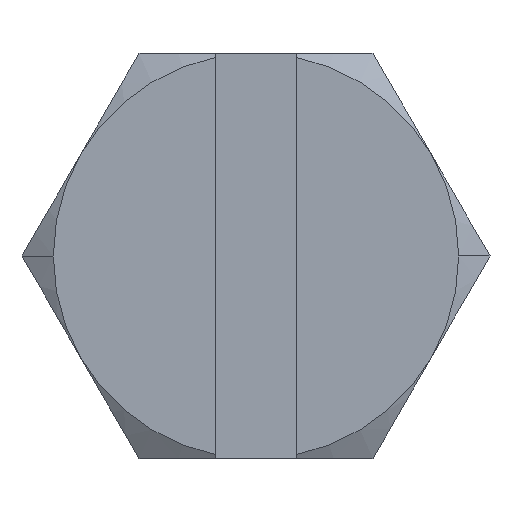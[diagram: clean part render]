
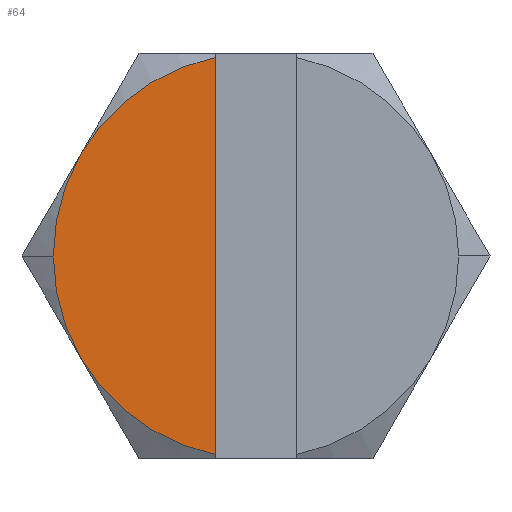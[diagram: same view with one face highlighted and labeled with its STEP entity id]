
A CAD part, left-side view. The second image highlights one B-rep face of the part: STEP entity #64.
In plain terms, the highlighted planar face has unit normal (-1, 0, 0).
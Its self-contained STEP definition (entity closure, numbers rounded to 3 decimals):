
#42=PLANE('',#681);
#64=ADVANCED_FACE('',(#94),#42,.T.);
#94=FACE_OUTER_BOUND('',#124,.F.);
#124=EDGE_LOOP('',(#212,#213,#214,#215,#216));
#212=ORIENTED_EDGE('',*,*,#507,.F.);
#213=ORIENTED_EDGE('',*,*,#503,.F.);
#214=ORIENTED_EDGE('',*,*,#504,.F.);
#215=ORIENTED_EDGE('',*,*,#505,.F.);
#216=ORIENTED_EDGE('',*,*,#506,.T.);
#405=LINE('',#1059,#435);
#435=VECTOR('',#766,4.899);
#503=EDGE_CURVE('',#581,#565,#548,.T.);
#504=EDGE_CURVE('',#564,#581,#549,.T.);
#505=EDGE_CURVE('',#591,#564,#550,.T.);
#506=EDGE_CURVE('',#591,#587,#405,.T.);
#507=EDGE_CURVE('',#565,#587,#551,.T.);
#548=CIRCLE('',#659,2.5);
#549=CIRCLE('',#660,2.5);
#550=CIRCLE('',#661,2.5);
#551=CIRCLE('',#662,2.5);
#564=VERTEX_POINT('',#867);
#565=VERTEX_POINT('',#868);
#581=VERTEX_POINT('',#884);
#587=VERTEX_POINT('',#890);
#591=VERTEX_POINT('',#894);
#659=AXIS2_PLACEMENT_3D('',#1056,#760,#761);
#660=AXIS2_PLACEMENT_3D('',#1057,#762,#763);
#661=AXIS2_PLACEMENT_3D('',#1058,#764,#765);
#662=AXIS2_PLACEMENT_3D('',#1060,#767,#768);
#681=AXIS2_PLACEMENT_3D('',#1093,#819,#820);
#760=DIRECTION('',(-1.,0.,0.));
#761=DIRECTION('',(0.,1.,0.));
#762=DIRECTION('',(-1.,0.,0.));
#763=DIRECTION('',(0.,0.866,0.5));
#764=DIRECTION('',(-1.,0.,0.));
#765=DIRECTION('',(0.,0.2,0.98));
#766=DIRECTION('',(0.,0.,-1.));
#767=DIRECTION('',(-1.,0.,0.));
#768=DIRECTION('',(0.,0.866,-0.5));
#819=DIRECTION('',(-1.,0.,0.));
#820=DIRECTION('',(0.,-1.,0.));
#867=CARTESIAN_POINT('',(-2.5,2.165,1.25));
#868=CARTESIAN_POINT('',(-2.5,2.165,-1.25));
#884=CARTESIAN_POINT('',(-2.5,2.5,0.));
#890=CARTESIAN_POINT('',(-2.5,0.5,-2.45));
#894=CARTESIAN_POINT('',(-2.5,0.5,2.45));
#1056=CARTESIAN_POINT('',(-2.5,0.,0.));
#1057=CARTESIAN_POINT('',(-2.5,0.,0.));
#1058=CARTESIAN_POINT('',(-2.5,0.,0.));
#1059=CARTESIAN_POINT('',(-2.5,0.5,2.45));
#1060=CARTESIAN_POINT('',(-2.5,0.,0.));
#1093=CARTESIAN_POINT('',(-2.5,2.944,-2.558));
